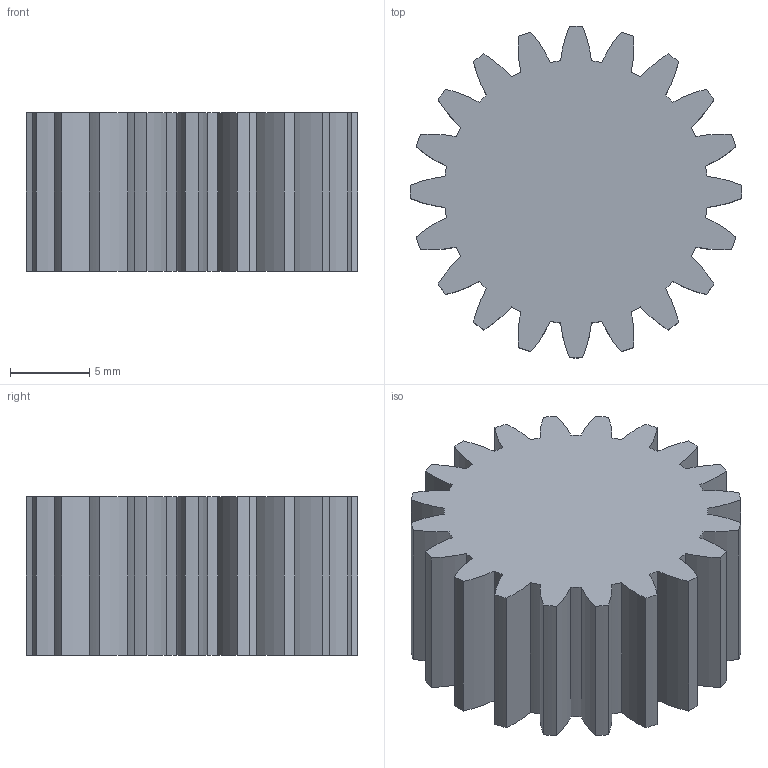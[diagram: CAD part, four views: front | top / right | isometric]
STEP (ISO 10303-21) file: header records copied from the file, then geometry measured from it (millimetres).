
FILE_DESCRIPTION(/* description */ (''),/* implementation_level */ '2;1');
FILE_NAME(/* name */ 'planet_gear.stp',/* time_stamp */ '2019-07-25T10:40:37+09:00',/* author */ ('cdi'),/* organization */ (''),/* preprocessor_version */ 'ST-DEVELOPER v17.2',/* originating_system */ 'Autodesk Inventor 2019',/* authorisation */ '');
FILE_SCHEMA (('AUTOMOTIVE_DESIGN { 1 0 10303 214 3 1 1 }'));
Length unit declared in the file: millimetre
Products named in the file (1): Spur Gear2
Bounding box: 20.9 x 20.9 x 10 mm (x, y, z)
Volume: 2812.6 mm3; surface area: 1764.1 mm2
Topology: 1 solids, 1 shells, 82 faces, 240 edges, 160 vertices
Faces by surface type: cylinder 80, plane 2
Entity records: 2865 total; most frequent: DIRECTION 566, CARTESIAN_POINT 483, ORIENTED_EDGE 480, AXIS2_PLACEMENT_3D 243, EDGE_CURVE 240, CIRCLE 160, VERTEX_POINT 160, FACE_OUTER_BOUND 82
